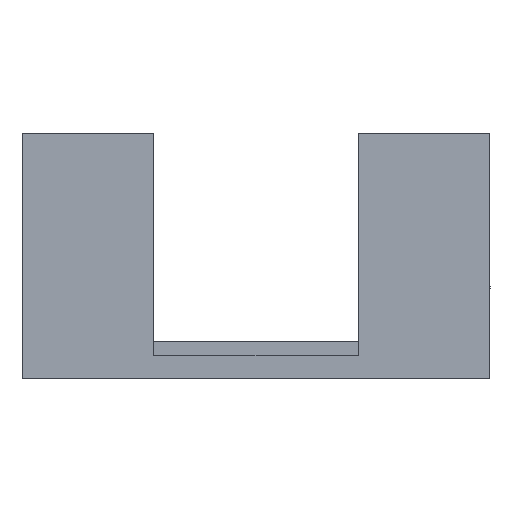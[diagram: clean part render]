
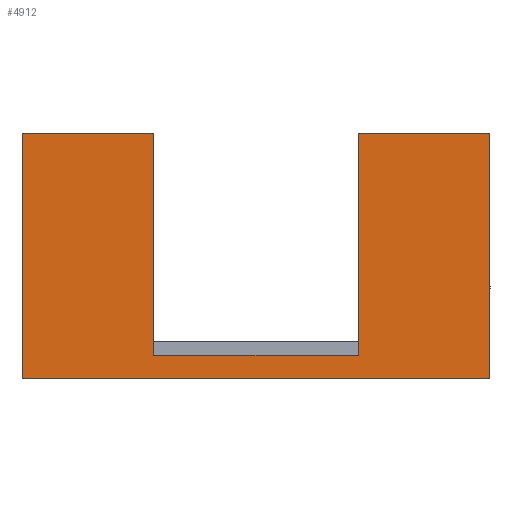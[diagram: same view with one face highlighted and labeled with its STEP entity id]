
A CAD part, front view. The second image highlights one B-rep face of the part: STEP entity #4912.
In plain terms, the highlighted planar face has unit normal (0, -1, 0).
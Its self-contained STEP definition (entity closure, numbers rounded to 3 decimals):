
#994=FACE_OUTER_BOUND('',#1252,.T.);
#1252=EDGE_LOOP('',(#4629,#4630,#4631,#4632,#4633,#4634,#4635,#4636));
#1258=LINE('',#5723,#1542);
#1276=LINE('',#5841,#1560);
#1281=LINE('',#5919,#1565);
#1517=LINE('',#13870,#1801);
#1519=LINE('',#13873,#1803);
#1520=LINE('',#13876,#1804);
#1523=LINE('',#13880,#1807);
#1536=LINE('',#13905,#1820);
#1542=VECTOR('',#5081,10.);
#1560=VECTOR('',#5107,10.);
#1565=VECTOR('',#5116,10.);
#1801=VECTOR('',#5592,10.);
#1803=VECTOR('',#5596,10.);
#1804=VECTOR('',#5599,10.);
#1807=VECTOR('',#5604,10.);
#1820=VECTOR('',#5633,10.);
#1829=VERTEX_POINT('',#5720);
#1830=VERTEX_POINT('',#5722);
#1848=VERTEX_POINT('',#5838);
#1849=VERTEX_POINT('',#5840);
#1855=VERTEX_POINT('',#5917);
#2326=VERTEX_POINT('',#13867);
#2327=VERTEX_POINT('',#13869);
#2328=VERTEX_POINT('',#13875);
#2341=EDGE_CURVE('',#1830,#1829,#1258,.T.);
#2362=EDGE_CURVE('',#1849,#1848,#1276,.T.);
#2370=EDGE_CURVE('',#1855,#1848,#1281,.T.);
#3081=EDGE_CURVE('',#2326,#2327,#1517,.T.);
#3083=EDGE_CURVE('',#1830,#2326,#1519,.T.);
#3084=EDGE_CURVE('',#2327,#2328,#1520,.T.);
#3087=EDGE_CURVE('',#1855,#2328,#1523,.T.);
#3100=EDGE_CURVE('',#1849,#1829,#1536,.T.);
#4629=ORIENTED_EDGE('',*,*,#2362,.T.);
#4630=ORIENTED_EDGE('',*,*,#2370,.F.);
#4631=ORIENTED_EDGE('',*,*,#3087,.T.);
#4632=ORIENTED_EDGE('',*,*,#3084,.F.);
#4633=ORIENTED_EDGE('',*,*,#3081,.F.);
#4634=ORIENTED_EDGE('',*,*,#3083,.F.);
#4635=ORIENTED_EDGE('',*,*,#2341,.T.);
#4636=ORIENTED_EDGE('',*,*,#3100,.F.);
#4655=PLANE('',#5067);
#4912=ADVANCED_FACE('',(#994),#4655,.T.);
#5067=AXIS2_PLACEMENT_3D('',#13906,#5634,#5635);
#5081=DIRECTION('',(1.,0.,0.));
#5107=DIRECTION('',(-1.,0.,0.));
#5116=DIRECTION('',(0.,0.,1.));
#5592=DIRECTION('',(1.,0.,0.));
#5596=DIRECTION('',(0.,0.,1.));
#5599=DIRECTION('',(0.,0.,-1.));
#5604=DIRECTION('',(-1.,0.,0.));
#5633=DIRECTION('',(0.,0.,-1.));
#5634=DIRECTION('center_axis',(0.,-1.,0.));
#5635=DIRECTION('ref_axis',(1.,0.,0.));
#5720=CARTESIAN_POINT('',(24.75,0.,0.));
#5722=CARTESIAN_POINT('',(0.,0.,0.));
#5723=CARTESIAN_POINT('',(0.,0.,0.));
#5838=CARTESIAN_POINT('',(17.775,0.,13.));
#5840=CARTESIAN_POINT('',(24.75,0.,13.));
#5841=CARTESIAN_POINT('',(17.875,0.,13.));
#5917=CARTESIAN_POINT('',(17.775,0.,1.25));
#5919=CARTESIAN_POINT('',(17.775,0.,4.25));
#13867=CARTESIAN_POINT('',(0.,0.,13.));
#13869=CARTESIAN_POINT('',(6.975,0.,13.));
#13870=CARTESIAN_POINT('',(12.375,0.,13.));
#13873=CARTESIAN_POINT('',(0.,0.,0.));
#13875=CARTESIAN_POINT('',(6.975,0.,1.25));
#13876=CARTESIAN_POINT('',(6.975,0.,4.25));
#13880=CARTESIAN_POINT('',(9.438,0.,1.25));
#13905=CARTESIAN_POINT('',(24.75,0.,0.));
#13906=CARTESIAN_POINT('Origin',(0.,0.,0.));
